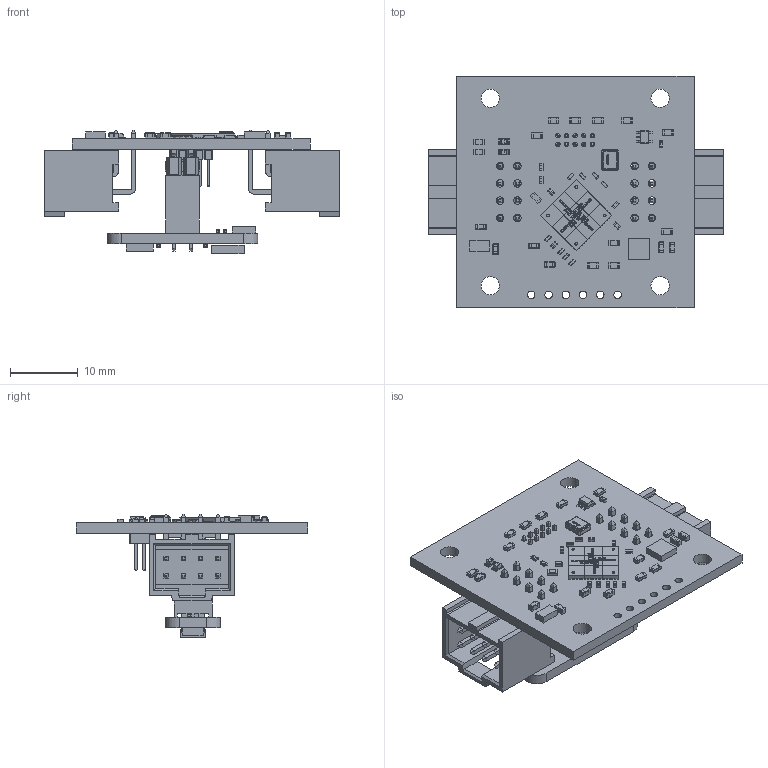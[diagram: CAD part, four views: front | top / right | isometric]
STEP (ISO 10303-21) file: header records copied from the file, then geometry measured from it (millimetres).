
FILE_DESCRIPTION(('Open CASCADE Model'),'2;1');
FILE_NAME('Open CASCADE Shape Model','2017-06-21T18:15:59',('Author'),( 'Open CASCADE'),'Open CASCADE STEP processor 6.8','Open CASCADE 6.8' ,'Unknown');
FILE_SCHEMA(('AUTOMOTIVE_DESIGN { 1 0 10303 214 1 1 1 1 }'));
Length unit declared in the file: millimetre
Products named in the file (72): PCB; Board; C115; CAPC1608X85; C114; XC100; User_Library-ABM8G; U102; 763912336; Extruded; X?; molex-90130-3208; R105; RESC1608X55; C112; CAPC1005X55; C110; R109; R107; R104; X102; PLL1_27-10; U101; 763912472; U100; User_Library-QFN_40_5x5; C101; C100; C105; C104; C102; R102; R103; R101; R106; C103; C106; C107; C108; C109 ...
Assembly tree (106 placements, depth 5):
  PCB
    Board
    C115
      CAPC1608X85
    C114
      CAPC1608X85
    XC100
      User_Library-ABM8G
    U102
      763912336
        Extruded
    X?
      molex-90130-3208
    X?
      molex-90130-3208
    R105
      RESC1608X55
    C112
      CAPC1005X55
    C110
      CAPC1005X55
    R109
      RESC1608X55
    R107
      RESC1608X55
    R104
      RESC1608X55
    X102
      PLL1_27-10
    U101
      763912472
        Extruded
    U100
      User_Library-QFN_40_5x5  x4
    C101
      CAPC1005X55
    C100
      CAPC1005X55
    C105
      CAPC1005X55
    C104
      CAPC1608X85
    C102
      CAPC1608X85
    R102
      RESC1608X55
    R103
      RESC1608X55
    R101
      RESC1608X55
    R106
      RESC1608X55
    C103
      CAPC1608X85
    C106
      CAPC1005X55
    C107
      CAPC1005X55
    C108
      CAPC1005X55
Bounding box: 43.41 x 34.1 x 18.12 mm (x, y, z)
Volume: 3383.4 mm3; surface area: 7303.2 mm2
Topology: 189 solids, 253 shells, 5434 faces, 14197 edges, 9170 vertices
Faces by surface type: plane 3921, cylinder 1018, bspline 299, sphere 192, torus 4
Full cylindrical faces by diameter (mm): 0.5 x1, 0.65 x10, 1.1 x26, 2.7 x4
Entity records: 74139 total; most frequent: CARTESIAN_POINT 16908, ORIENTED_EDGE 10506, DIRECTION 10089, EDGE_CURVE 5421, LINE 4443, VECTOR 4443, VERTEX_POINT 3594, AXIS2_PLACEMENT_3D 2823
